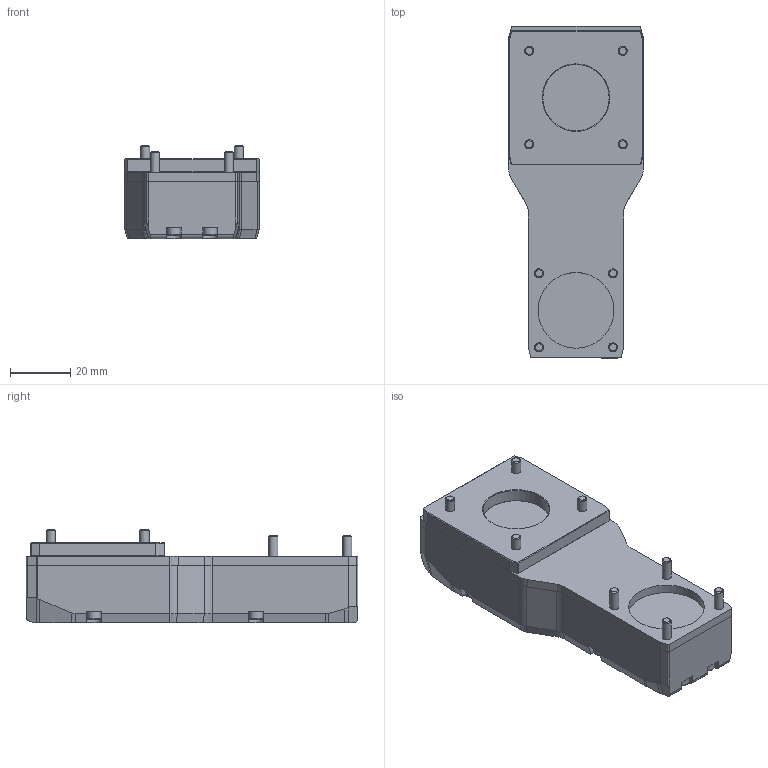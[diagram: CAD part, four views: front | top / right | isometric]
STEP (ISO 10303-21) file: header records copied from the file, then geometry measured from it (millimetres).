
FILE_DESCRIPTION(/* description */ (''),/* implementation_level */ '2;1');
FILE_NAME(/* name */ 'MSD MG 32 T2 v1.stp',/* time_stamp */ '2022-03-15T10:01:41+01:00',/* author */ ('Hypex'),/* organization */ ('Hypex'),/* preprocessor_version */ 'ST-DEVELOPER v18',/* originating_system */ 'Autodesk Inventor 2020',/* authorisation */ '');
FILE_SCHEMA (('AUTOMOTIVE_DESIGN { 1 0 10303 214 3 1 1 }'));
Length unit declared in the file: millimetre
Products named in the file (1): MSD MG 32 T2 v1
Bounding box: 44.5 x 110 x 31 mm (x, y, z)
Volume: 96378 mm3; surface area: 17307.6 mm2
Topology: 1 solids, 1 shells, 845 faces, 2377 edges, 1554 vertices
Faces by surface type: plane 717, cylinder 64, cone 49, bspline 8, torus 7
Full cylindrical faces by diameter (mm): 3 x8, 4.134 x4, 4.5 x7, 5 x1, 22 x1, 25.1 x1
Entity records: 27576 total; most frequent: CARTESIAN_POINT 4912, ORIENTED_EDGE 4708, DIRECTION 4204, EDGE_CURVE 2354, LINE 2074, VECTOR 2074, VERTEX_POINT 1554, AXIS2_PLACEMENT_3D 1065
